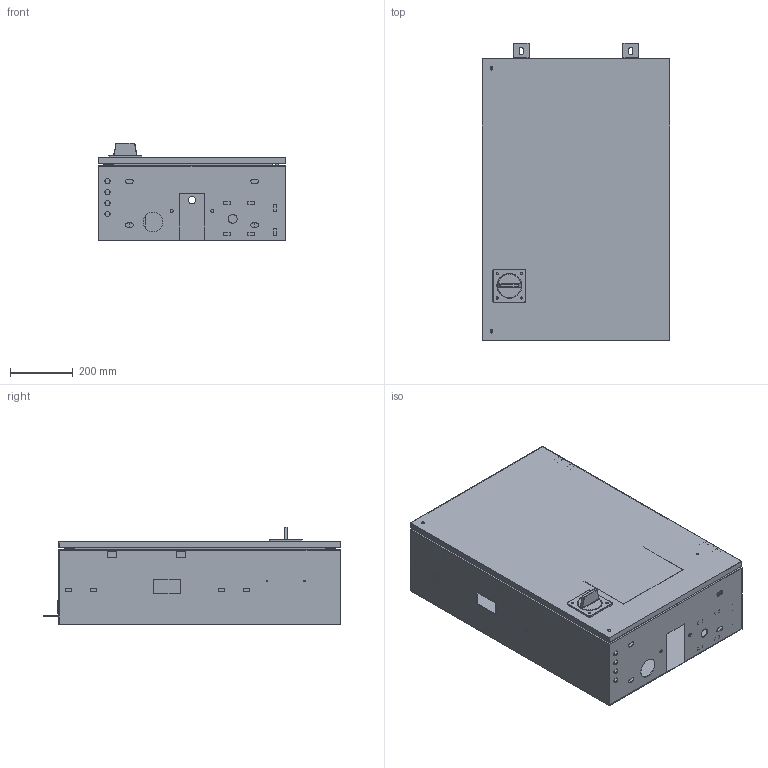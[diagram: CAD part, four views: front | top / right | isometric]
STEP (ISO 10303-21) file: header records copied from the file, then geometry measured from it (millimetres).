
FILE_DESCRIPTION (( 'STEP AP203' ), '1' );
FILE_NAME ('01A0534375P-¹q±±½c.STEP', '2023-10-02T08:09:03', ( '' ), ( '' ), 'SwSTEP 2.0', 'SolidWorks 2018', '' );
FILE_SCHEMA (( 'CONFIG_CONTROL_DESIGN' ));
Length unit declared in the file: millimetre
Products named in the file (1): 01A0534375P-電控箱
Bounding box: 600 x 950 x 311.3 mm (x, y, z)
Volume: 4309100.4 mm3; surface area: 4225363.8 mm2
Topology: 26 solids, 26 shells, 427 faces, 1054 edges, 698 vertices
Faces by surface type: plane 302, cylinder 98, bspline 20, torus 7
Full cylindrical faces by diameter (mm): 3.3 x4, 4.2 x2, 5 x4, 6.8 x4, 7 x17, 8 x4, 10 x2, 12 x4, 14 x2, 22 x1, 23 x1, 25 x1, 28 x1, 63 x1, 76 x1, 78 x1, 90 x1
Entity records: 13195 total; most frequent: CARTESIAN_POINT 3082, ORIENTED_EDGE 1980, DIRECTION 1972, EDGE_CURVE 990, LINE 732, VECTOR 732, VERTEX_POINT 686, AXIS2_PLACEMENT_3D 620
